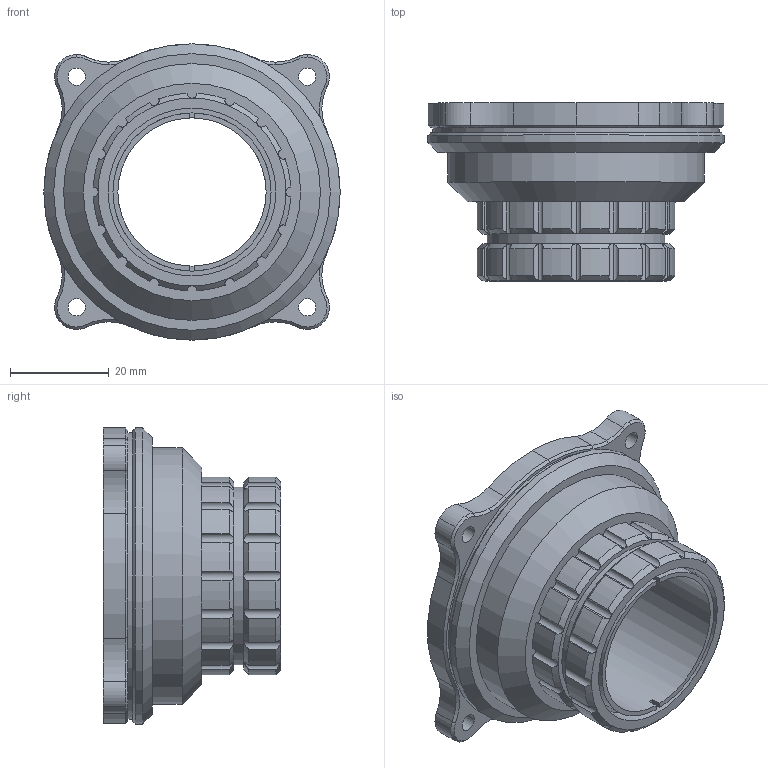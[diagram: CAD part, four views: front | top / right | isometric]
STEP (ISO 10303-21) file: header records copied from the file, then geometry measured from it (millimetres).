
FILE_DESCRIPTION(('HOOPS Exchange Step'),'2;1');
FILE_NAME('temp_export','2024-01-13T20:06:34+09:00',('mobile'),('Shapr3D Limited'),'HOOPS Exchange 2023.2','Shapr3D','Authorized');
FILE_SCHEMA( ('AUTOMOTIVE_DESIGN { 1 0 10303 214 1 1 1 1 }') );
Length unit declared in the file: millimetre
Products named in the file (1): Front
Bounding box: 60 x 36 x 60 mm (x, y, z)
Volume: 35727.5 mm3; surface area: 16056.5 mm2
Topology: 1 solids, 1 shells, 253 faces, 659 edges, 426 vertices
Faces by surface type: cylinder 137, cone 72, plane 44
Full cylindrical faces by diameter (mm): 1 x4, 3 x4, 3.5 x4, 30 x1, 32 x1, 34 x1, 36 x1, 52 x1, 58 x1, 60 x1
Entity records: 9894 total; most frequent: CARTESIAN_POINT 3562, DIRECTION 1375, ORIENTED_EDGE 1318, EDGE_CURVE 659, AXIS2_PLACEMENT_3D 576, VERTEX_POINT 426, CIRCLE 322, EDGE_LOOP 281
